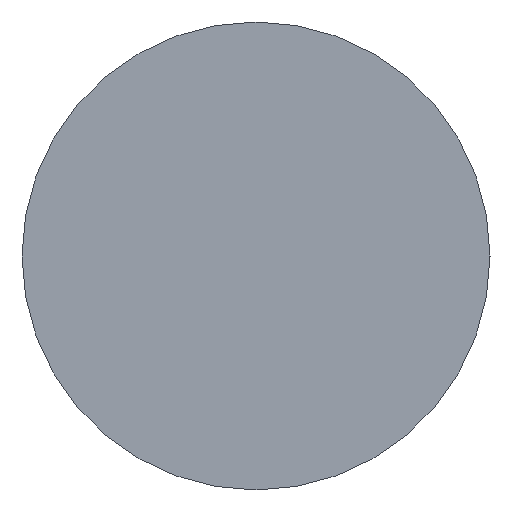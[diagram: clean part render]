
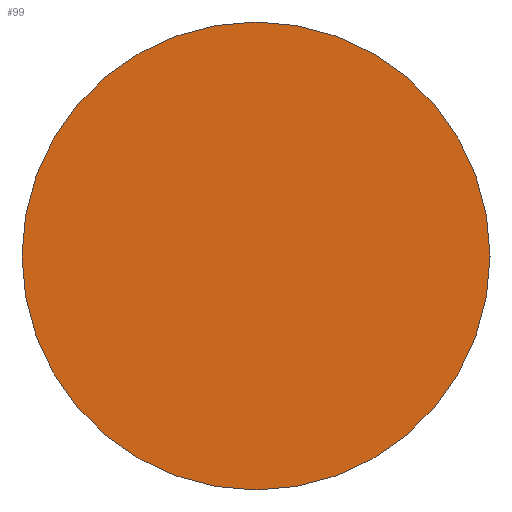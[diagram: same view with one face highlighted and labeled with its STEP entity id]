
A CAD part, left-side view. The second image highlights one B-rep face of the part: STEP entity #99.
In plain terms, the highlighted planar face has unit normal (-1, 0, 0).
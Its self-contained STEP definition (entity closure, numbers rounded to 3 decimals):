
#6 = CARTESIAN_POINT ( 'NONE',  ( 44.854, 26.062, 0. ) ) ;
#10 = ORIENTED_EDGE ( 'NONE', *, *, #145, .T. ) ;
#14 = DIRECTION ( 'NONE',  ( -1., 0., 0. ) ) ;
#19 = FACE_OUTER_BOUND ( 'NONE', #141, .T. ) ;
#28 = VERTEX_POINT ( 'NONE', #153 ) ;
#30 = DIRECTION ( 'NONE',  ( 0., -1., 0. ) ) ;
#39 = EDGE_CURVE ( 'NONE', #109, #28, #129, .T. ) ;
#52 = ORIENTED_EDGE ( 'NONE', *, *, #39, .T. ) ;
#54 = DIRECTION ( 'NONE',  ( 1., 0., 0. ) ) ;
#56 = CARTESIAN_POINT ( 'NONE',  ( 44.854, 26.062, 0. ) ) ;
#62 = CIRCLE ( 'NONE', #105, 8. ) ;
#68 = AXIS2_PLACEMENT_3D ( 'NONE', #161, #14, #93 ) ;
#76 = AXIS2_PLACEMENT_3D ( 'NONE', #56, #54, #151 ) ;
#93 = DIRECTION ( 'NONE',  ( 0., -1., 0. ) ) ;
#99 = ADVANCED_FACE ( 'NONE', ( #19 ), #101, .F. ) ;
#100 = DIRECTION ( 'NONE',  ( -1., 0., 0. ) ) ;
#101 = PLANE ( 'NONE',  #76 ) ;
#103 = CARTESIAN_POINT ( 'NONE',  ( 44.854, 34.062, 0. ) ) ;
#105 = AXIS2_PLACEMENT_3D ( 'NONE', #6, #100, #30 ) ;
#109 = VERTEX_POINT ( 'NONE', #103 ) ;
#129 = CIRCLE ( 'NONE', #68, 8. ) ;
#141 = EDGE_LOOP ( 'NONE', ( #10, #52 ) ) ;
#145 = EDGE_CURVE ( 'NONE', #28, #109, #62, .T. ) ;
#151 = DIRECTION ( 'NONE',  ( 0., 1., 0. ) ) ;
#153 = CARTESIAN_POINT ( 'NONE',  ( 44.854, 18.062, 0. ) ) ;
#161 = CARTESIAN_POINT ( 'NONE',  ( 44.854, 26.062, 0. ) ) ;
